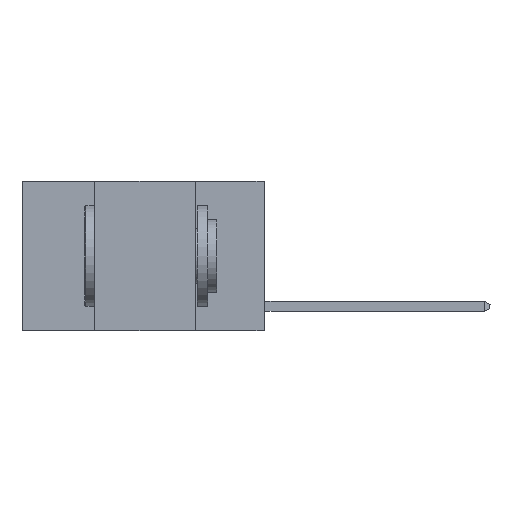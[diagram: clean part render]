
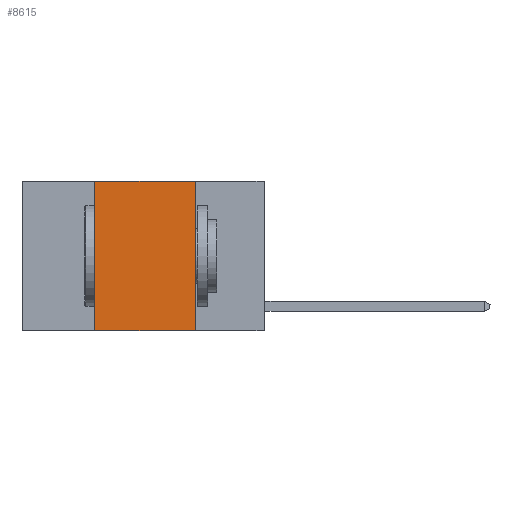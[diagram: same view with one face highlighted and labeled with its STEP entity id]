
A CAD part, left-side view. The second image highlights one B-rep face of the part: STEP entity #8615.
In plain terms, the highlighted planar face has unit normal (-1, 0, 0).
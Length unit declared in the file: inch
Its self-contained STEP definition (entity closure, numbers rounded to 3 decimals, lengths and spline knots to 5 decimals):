
#1549 = ORIENTED_EDGE ( 'NONE', *, *, #23124, .F. ) ;
#1916 = DIRECTION ( 'NONE',  ( 0., -1., 0. ) ) ;
#2108 = CARTESIAN_POINT ( 'NONE',  ( 0., 0.17, -0.37 ) ) ;
#2200 = DIRECTION ( 'NONE',  ( 0., 0., 1. ) ) ;
#2877 = CARTESIAN_POINT ( 'NONE',  ( 0., 0.42, 0. ) ) ;
#3534 = EDGE_CURVE ( 'NONE', #23347, #9656, #9983, .T. ) ;
#4781 = VECTOR ( 'NONE', #4797, 39.37008 ) ;
#4797 = DIRECTION ( 'NONE',  ( 0., -1., 0. ) ) ;
#5083 = CARTESIAN_POINT ( 'NONE',  ( 0., 0.17, 0. ) ) ;
#5470 = EDGE_LOOP ( 'NONE', ( #9205, #10553, #1549, #12198 ) ) ;
#5662 = CARTESIAN_POINT ( 'NONE',  ( 0., 0.6, -0.37 ) ) ;
#7455 = VECTOR ( 'NONE', #15574, 39.37008 ) ;
#7782 = VERTEX_POINT ( 'NONE', #2877 ) ;
#8615 = ADVANCED_FACE ( 'NONE', ( #23068 ), #11708, .F. ) ;
#8625 = LINE ( 'NONE', #21350, #4781 ) ;
#9205 = ORIENTED_EDGE ( 'NONE', *, *, #3534, .F. ) ;
#9442 = CARTESIAN_POINT ( 'NONE',  ( 0., 0.42, 0. ) ) ;
#9656 = VERTEX_POINT ( 'NONE', #2108 ) ;
#9983 = LINE ( 'NONE', #13866, #7455 ) ;
#9984 = CARTESIAN_POINT ( 'NONE',  ( 0., 0.6, 0. ) ) ;
#10553 = ORIENTED_EDGE ( 'NONE', *, *, #18666, .F. ) ;
#10975 = LINE ( 'NONE', #5662, #13219 ) ;
#11465 = DIRECTION ( 'NONE',  ( 1., 0., 0. ) ) ;
#11708 = PLANE ( 'NONE',  #12475 ) ;
#12198 = ORIENTED_EDGE ( 'NONE', *, *, #13198, .T. ) ;
#12475 = AXIS2_PLACEMENT_3D ( 'NONE', #9984, #11465, #15442 ) ;
#13198 = EDGE_CURVE ( 'NONE', #15165, #9656, #10975, .T. ) ;
#13219 = VECTOR ( 'NONE', #1916, 39.37008 ) ;
#13866 = CARTESIAN_POINT ( 'NONE',  ( 0., 0.17, 0. ) ) ;
#15165 = VERTEX_POINT ( 'NONE', #20517 ) ;
#15442 = DIRECTION ( 'NONE',  ( 0., 0., -1. ) ) ;
#15574 = DIRECTION ( 'NONE',  ( 0., 0., -1. ) ) ;
#16301 = VECTOR ( 'NONE', #2200, 39.37008 ) ;
#18528 = LINE ( 'NONE', #9442, #16301 ) ;
#18666 = EDGE_CURVE ( 'NONE', #7782, #23347, #8625, .T. ) ;
#20517 = CARTESIAN_POINT ( 'NONE',  ( 0., 0.42, -0.37 ) ) ;
#21350 = CARTESIAN_POINT ( 'NONE',  ( 0., 0.6, 0. ) ) ;
#23068 = FACE_OUTER_BOUND ( 'NONE', #5470, .T. ) ;
#23124 = EDGE_CURVE ( 'NONE', #15165, #7782, #18528, .T. ) ;
#23347 = VERTEX_POINT ( 'NONE', #5083 ) ;
